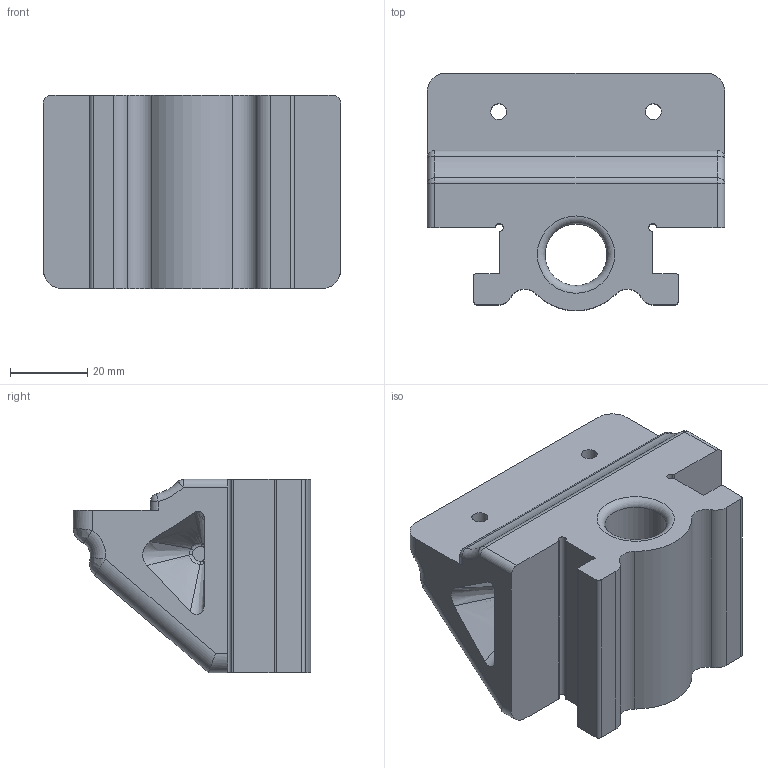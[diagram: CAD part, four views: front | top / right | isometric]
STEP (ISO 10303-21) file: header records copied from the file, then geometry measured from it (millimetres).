
FILE_DESCRIPTION(/* description */ (''),/* implementation_level */ '2;1');
FILE_NAME(/* name */ 'Каретка.stp',/* time_stamp */ '2020-12-14T16:48:54+03:00',/* author */ ('User'),/* organization */ (''),/* preprocessor_version */ 'ST-DEVELOPER v18.1',/* originating_system */ 'Autodesk Inventor 2021',/* authorisation */ '');
FILE_SCHEMA (('AUTOMOTIVE_DESIGN { 1 0 10303 214 3 1 1 }'));
Length unit declared in the file: millimetre
Products named in the file (1): Каретка
Bounding box: 77 x 61.5 x 50 mm (x, y, z)
Volume: 124908.6 mm3; surface area: 23328.5 mm2
Topology: 1 solids, 1 shells, 91 faces, 230 edges, 143 vertices
Faces by surface type: cylinder 34, bspline 28, plane 20, torus 5, sphere 4
Full cylindrical faces by diameter (mm): 4.1 x2, 16 x1
Entity records: 3908 total; most frequent: CARTESIAN_POINT 1697, ORIENTED_EDGE 460, DIRECTION 406, EDGE_CURVE 230, AXIS2_PLACEMENT_3D 156, VERTEX_POINT 143, EDGE_LOOP 99, LINE 94
